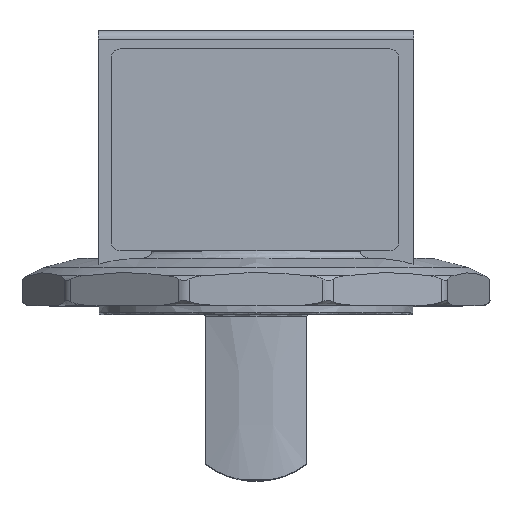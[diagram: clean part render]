
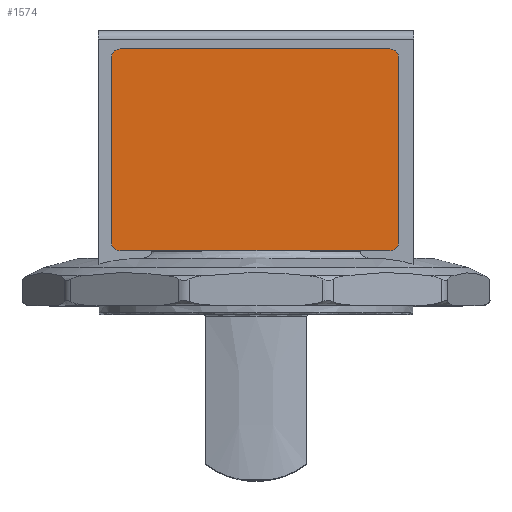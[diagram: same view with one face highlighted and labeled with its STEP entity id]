
A CAD part, top view. The second image highlights one B-rep face of the part: STEP entity #1574.
In plain terms, the highlighted planar face has unit normal (0, 0, 1).
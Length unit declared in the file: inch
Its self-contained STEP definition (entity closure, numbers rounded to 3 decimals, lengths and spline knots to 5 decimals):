
#31 = ORIENTED_EDGE ( 'NONE', *, *, #5588, .T. ) ;
#77 = ORIENTED_EDGE ( 'NONE', *, *, #4316, .T. ) ;
#308 = DIRECTION ( 'NONE',  ( -1., 0., 0. ) ) ;
#588 = DIRECTION ( 'NONE',  ( 0., 0., 1. ) ) ;
#658 = CARTESIAN_POINT ( 'NONE',  ( -0.32508, 0.44488, 0.2935 ) ) ;
#701 = VECTOR ( 'NONE', #4313, 39.37008 ) ;
#723 = DIRECTION ( 'NONE',  ( 0., 1., 0. ) ) ;
#861 = CARTESIAN_POINT ( 'NONE',  ( -0.30539, 0.01069, 0.2935 ) ) ;
#899 = CIRCLE ( 'NONE', #2162, 0.01969 ) ;
#964 = CARTESIAN_POINT ( 'NONE',  ( 0.32059, 0.44488, 0.2935 ) ) ;
#984 = AXIS2_PLACEMENT_3D ( 'NONE', #3182, #4151, #4214 ) ;
#1003 = DIRECTION ( 'NONE',  ( -1., 0., 0. ) ) ;
#1049 = DIRECTION ( 'NONE',  ( -1., 0., 0. ) ) ;
#1195 = CIRCLE ( 'NONE', #5260, 0.01969 ) ;
#1361 = VERTEX_POINT ( 'NONE', #3803 ) ;
#1420 = ORIENTED_EDGE ( 'NONE', *, *, #1852, .T. ) ;
#1483 = VECTOR ( 'NONE', #723, 39.37008 ) ;
#1517 = CARTESIAN_POINT ( 'NONE',  ( -0.30539, 0.46457, 0.2935 ) ) ;
#1574 = ADVANCED_FACE ( 'NONE', ( #2670 ), #4647, .T. ) ;
#1632 = CARTESIAN_POINT ( 'NONE',  ( 0.30091, 0.44488, 0.2935 ) ) ;
#1785 = DIRECTION ( 'NONE',  ( -1., 0., 0. ) ) ;
#1848 = CARTESIAN_POINT ( 'NONE',  ( 0.30091, 0.03037, 0.2935 ) ) ;
#1852 = EDGE_CURVE ( 'NONE', #5718, #5863, #1195, .T. ) ;
#1879 = DIRECTION ( 'NONE',  ( 0., 0., 1. ) ) ;
#1973 = VERTEX_POINT ( 'NONE', #2805 ) ;
#1984 = DIRECTION ( 'NONE',  ( 0., -1., 0. ) ) ;
#1990 = CARTESIAN_POINT ( 'NONE',  ( 0.30091, 0.46457, 0.2935 ) ) ;
#2162 = AXIS2_PLACEMENT_3D ( 'NONE', #1848, #1879, #308 ) ;
#2182 = DIRECTION ( 'NONE',  ( 0., 0., 1. ) ) ;
#2201 = EDGE_LOOP ( 'NONE', ( #4543, #1420, #3863, #77, #2282, #5627, #5712, #31 ) ) ;
#2282 = ORIENTED_EDGE ( 'NONE', *, *, #4993, .T. ) ;
#2335 = EDGE_CURVE ( 'NONE', #2597, #5718, #2653, .T. ) ;
#2366 = AXIS2_PLACEMENT_3D ( 'NONE', #4684, #2182, #1785 ) ;
#2597 = VERTEX_POINT ( 'NONE', #5972 ) ;
#2653 = LINE ( 'NONE', #5648, #1483 ) ;
#2670 = FACE_OUTER_BOUND ( 'NONE', #2201, .T. ) ;
#2785 = VECTOR ( 'NONE', #1984, 39.37008 ) ;
#2805 = CARTESIAN_POINT ( 'NONE',  ( -0.30539, 0.01069, 0.2935 ) ) ;
#2878 = VERTEX_POINT ( 'NONE', #3078 ) ;
#2902 = VERTEX_POINT ( 'NONE', #1517 ) ;
#3078 = CARTESIAN_POINT ( 'NONE',  ( 0.30091, 0.01069, 0.2935 ) ) ;
#3130 = CARTESIAN_POINT ( 'NONE',  ( -0.30539, 0.44488, 0.2935 ) ) ;
#3181 = CARTESIAN_POINT ( 'NONE',  ( 0.30091, 0.46457, 0.2935 ) ) ;
#3182 = CARTESIAN_POINT ( 'NONE',  ( -0.30539, 0.44488, 0.2935 ) ) ;
#3471 = LINE ( 'NONE', #4450, #2785 ) ;
#3618 = CIRCLE ( 'NONE', #2366, 0.01969 ) ;
#3713 = AXIS2_PLACEMENT_3D ( 'NONE', #3130, #5018, #4096 ) ;
#3803 = CARTESIAN_POINT ( 'NONE',  ( -0.32508, 0.03037, 0.2935 ) ) ;
#3863 = ORIENTED_EDGE ( 'NONE', *, *, #4719, .T. ) ;
#3943 = VERTEX_POINT ( 'NONE', #658 ) ;
#4096 = DIRECTION ( 'NONE',  ( -1., 0., 0. ) ) ;
#4151 = DIRECTION ( 'NONE',  ( 0., 0., 1. ) ) ;
#4214 = DIRECTION ( 'NONE',  ( 1., 0., 0. ) ) ;
#4215 = CIRCLE ( 'NONE', #3713, 0.01969 ) ;
#4313 = DIRECTION ( 'NONE',  ( 1., 0., 0. ) ) ;
#4316 = EDGE_CURVE ( 'NONE', #2902, #3943, #4215, .T. ) ;
#4450 = CARTESIAN_POINT ( 'NONE',  ( -0.32508, 0.44488, 0.2935 ) ) ;
#4543 = ORIENTED_EDGE ( 'NONE', *, *, #2335, .T. ) ;
#4647 = PLANE ( 'NONE',  #984 ) ;
#4684 = CARTESIAN_POINT ( 'NONE',  ( -0.30539, 0.03037, 0.2935 ) ) ;
#4719 = EDGE_CURVE ( 'NONE', #5863, #2902, #5475, .T. ) ;
#4756 = VECTOR ( 'NONE', #1003, 39.37008 ) ;
#4804 = LINE ( 'NONE', #861, #701 ) ;
#4810 = EDGE_CURVE ( 'NONE', #1361, #1973, #3618, .T. ) ;
#4993 = EDGE_CURVE ( 'NONE', #3943, #1361, #3471, .T. ) ;
#5018 = DIRECTION ( 'NONE',  ( 0., 0., 1. ) ) ;
#5260 = AXIS2_PLACEMENT_3D ( 'NONE', #1632, #588, #1049 ) ;
#5475 = LINE ( 'NONE', #1990, #4756 ) ;
#5588 = EDGE_CURVE ( 'NONE', #2878, #2597, #899, .T. ) ;
#5627 = ORIENTED_EDGE ( 'NONE', *, *, #4810, .T. ) ;
#5648 = CARTESIAN_POINT ( 'NONE',  ( 0.32059, 0.03037, 0.2935 ) ) ;
#5712 = ORIENTED_EDGE ( 'NONE', *, *, #5940, .T. ) ;
#5718 = VERTEX_POINT ( 'NONE', #964 ) ;
#5863 = VERTEX_POINT ( 'NONE', #3181 ) ;
#5940 = EDGE_CURVE ( 'NONE', #1973, #2878, #4804, .T. ) ;
#5972 = CARTESIAN_POINT ( 'NONE',  ( 0.32059, 0.03037, 0.2935 ) ) ;
